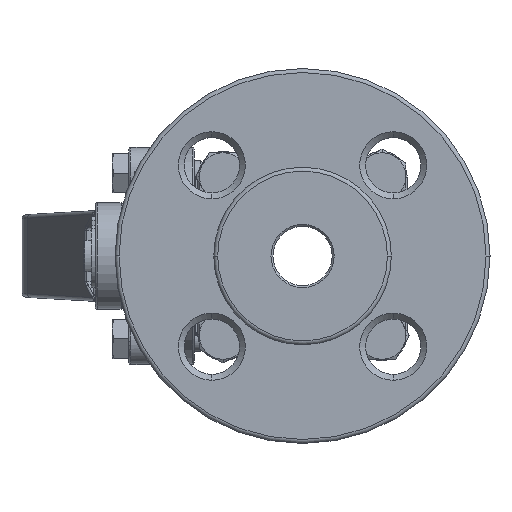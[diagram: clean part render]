
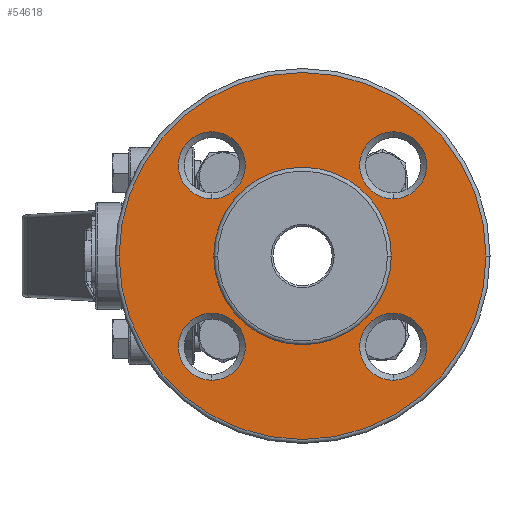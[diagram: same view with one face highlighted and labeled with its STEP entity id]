
A CAD part, left-side view. The second image highlights one B-rep face of the part: STEP entity #54618.
In plain terms, the highlighted planar face has unit normal (-1, 0, 0).
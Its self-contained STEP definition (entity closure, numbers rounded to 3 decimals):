
#25623 = FACE_BOUND ( 'NONE', #54706, .T. ) ;
#25624 = FACE_OUTER_BOUND ( 'NONE', #54745, .T. ) ;
#25625 = FACE_BOUND ( 'NONE', #54740, .T. ) ;
#25626 = FACE_BOUND ( 'NONE', #54733, .T. ) ;
#25627 = FACE_BOUND ( 'NONE', #54727, .T. ) ;
#25628 = FACE_BOUND ( 'NONE', #54619, .T. ) ;
#25662 = DIRECTION ( 'NONE',  ( 0., -1., 0. ) ) ;
#25663 = DIRECTION ( 'NONE',  ( -1., 0., 0. ) ) ;
#25664 = CARTESIAN_POINT ( 'NONE',  ( -65., 47.5, 0. ) ) ;
#25665 = AXIS2_PLACEMENT_3D ( 'NONE', #25664, #25663, #25662 ) ;
#25666 = PLANE ( 'NONE',  #25665 ) ;
#25765 = DIRECTION ( 'NONE',  ( 0., -1., 0. ) ) ;
#25766 = DIRECTION ( 'NONE',  ( -1., 0., 0. ) ) ;
#25767 = CARTESIAN_POINT ( 'NONE',  ( -65., 0., 0. ) ) ;
#25768 = AXIS2_PLACEMENT_3D ( 'NONE', #25767, #25766, #25765 ) ;
#25769 = CIRCLE ( 'NONE', #25768, 46.5 ) ;
#25809 = DIRECTION ( 'NONE',  ( 0., 1., 0. ) ) ;
#25810 = DIRECTION ( 'NONE',  ( 1., 0., 0. ) ) ;
#25811 = CARTESIAN_POINT ( 'NONE',  ( -65., 0., 0. ) ) ;
#25812 = AXIS2_PLACEMENT_3D ( 'NONE', #25811, #25810, #25809 ) ;
#25813 = CIRCLE ( 'NONE', #25812, 22.5 ) ;
#25825 = DIRECTION ( 'NONE',  ( 0., -1., 0. ) ) ;
#25826 = DIRECTION ( 'NONE',  ( 1., 0., 0. ) ) ;
#25827 = CARTESIAN_POINT ( 'NONE',  ( -65., -22.981, 22.981 ) ) ;
#25828 = AXIS2_PLACEMENT_3D ( 'NONE', #25827, #25826, #25825 ) ;
#25829 = CIRCLE ( 'NONE', #25828, 8.5 ) ;
#25831 = DIRECTION ( 'NONE',  ( 0., -1., 0. ) ) ;
#25832 = DIRECTION ( 'NONE',  ( 1., 0., 0. ) ) ;
#25833 = CARTESIAN_POINT ( 'NONE',  ( -65., -22.981, -22.981 ) ) ;
#25834 = AXIS2_PLACEMENT_3D ( 'NONE', #25833, #25832, #25831 ) ;
#25835 = CIRCLE ( 'NONE', #25834, 8.5 ) ;
#25836 = DIRECTION ( 'NONE',  ( 0., -1., 0. ) ) ;
#25837 = DIRECTION ( 'NONE',  ( 1., 0., 0. ) ) ;
#25838 = CARTESIAN_POINT ( 'NONE',  ( -65., 22.981, -22.981 ) ) ;
#25839 = AXIS2_PLACEMENT_3D ( 'NONE', #25838, #25837, #25836 ) ;
#25840 = CIRCLE ( 'NONE', #25839, 8.5 ) ;
#25841 = DIRECTION ( 'NONE',  ( 0., -1., 0. ) ) ;
#25842 = DIRECTION ( 'NONE',  ( 1., 0., 0. ) ) ;
#25843 = CARTESIAN_POINT ( 'NONE',  ( -65., 22.981, 22.981 ) ) ;
#25844 = AXIS2_PLACEMENT_3D ( 'NONE', #25843, #25842, #25841 ) ;
#25845 = CIRCLE ( 'NONE', #25844, 8.5 ) ;
#34357 = CARTESIAN_POINT ( 'NONE',  ( -65., -22.981, -31.481 ) ) ;
#34410 = CARTESIAN_POINT ( 'NONE',  ( -65., -22.981, -14.481 ) ) ;
#34411 = DIRECTION ( 'NONE',  ( 0., -1., 0. ) ) ;
#34412 = DIRECTION ( 'NONE',  ( 1., 0., 0. ) ) ;
#34413 = CARTESIAN_POINT ( 'NONE',  ( -65., -22.981, -22.981 ) ) ;
#34414 = AXIS2_PLACEMENT_3D ( 'NONE', #34413, #34412, #34411 ) ;
#34415 = CIRCLE ( 'NONE', #34414, 8.5 ) ;
#34429 = CARTESIAN_POINT ( 'NONE',  ( -65., -22.981, 31.481 ) ) ;
#34430 = DIRECTION ( 'NONE',  ( 0., -1., 0. ) ) ;
#34431 = DIRECTION ( 'NONE',  ( 1., 0., 0. ) ) ;
#34432 = CARTESIAN_POINT ( 'NONE',  ( -65., -22.981, 22.981 ) ) ;
#34433 = AXIS2_PLACEMENT_3D ( 'NONE', #34432, #34431, #34430 ) ;
#34434 = CIRCLE ( 'NONE', #34433, 8.5 ) ;
#34435 = CARTESIAN_POINT ( 'NONE',  ( -65., -22.981, 14.481 ) ) ;
#34521 = CARTESIAN_POINT ( 'NONE',  ( -65., 22.981, 31.481 ) ) ;
#34522 = DIRECTION ( 'NONE',  ( 0., -1., 0. ) ) ;
#34523 = DIRECTION ( 'NONE',  ( 1., 0., 0. ) ) ;
#34524 = CARTESIAN_POINT ( 'NONE',  ( -65., 22.981, 22.981 ) ) ;
#34525 = AXIS2_PLACEMENT_3D ( 'NONE', #34524, #34523, #34522 ) ;
#34526 = CIRCLE ( 'NONE', #34525, 8.5 ) ;
#34527 = CARTESIAN_POINT ( 'NONE',  ( -65., 22.981, 14.481 ) ) ;
#34601 = CARTESIAN_POINT ( 'NONE',  ( -65., 22.981, -14.481 ) ) ;
#34602 = DIRECTION ( 'NONE',  ( 0., -1., 0. ) ) ;
#34603 = DIRECTION ( 'NONE',  ( 1., 0., 0. ) ) ;
#34604 = CARTESIAN_POINT ( 'NONE',  ( -65., 22.981, -22.981 ) ) ;
#34605 = AXIS2_PLACEMENT_3D ( 'NONE', #34604, #34603, #34602 ) ;
#34606 = CIRCLE ( 'NONE', #34605, 8.5 ) ;
#34607 = CARTESIAN_POINT ( 'NONE',  ( -65., 22.981, -31.481 ) ) ;
#35087 = CARTESIAN_POINT ( 'NONE',  ( -65., -46.5, 0. ) ) ;
#35088 = CARTESIAN_POINT ( 'NONE',  ( -65., 46.5, 0. ) ) ;
#35234 = DIRECTION ( 'NONE',  ( 0., -1., 0. ) ) ;
#35235 = DIRECTION ( 'NONE',  ( -1., 0., 0. ) ) ;
#35236 = CARTESIAN_POINT ( 'NONE',  ( -65., 0., 0. ) ) ;
#35237 = AXIS2_PLACEMENT_3D ( 'NONE', #35236, #35235, #35234 ) ;
#35238 = CIRCLE ( 'NONE', #35237, 46.5 ) ;
#51148 = VERTEX_POINT ( 'NONE', #75962 ) ;
#51151 = EDGE_CURVE ( 'NONE', #51154, #51148, #75957, .T. ) ;
#51154 = VERTEX_POINT ( 'NONE', #75948 ) ;
#54618 = ADVANCED_FACE ( 'NONE', ( #25628, #25627, #25626, #25625, #25624, #25623 ), #25666, .T. ) ;
#54619 = EDGE_LOOP ( 'NONE', ( #54621, #54622 ) ) ;
#54621 = ORIENTED_EDGE ( 'NONE', *, *, #56113, .T. ) ;
#54622 = ORIENTED_EDGE ( 'NONE', *, *, #54724, .T. ) ;
#54701 = ORIENTED_EDGE ( 'NONE', *, *, #56493, .T. ) ;
#54703 = ORIENTED_EDGE ( 'NONE', *, *, #54705, .T. ) ;
#54705 = EDGE_CURVE ( 'NONE', #56413, #56415, #25769, .T. ) ;
#54706 = EDGE_LOOP ( 'NONE', ( #54708, #54710 ) ) ;
#54708 = ORIENTED_EDGE ( 'NONE', *, *, #51151, .T. ) ;
#54710 = ORIENTED_EDGE ( 'NONE', *, *, #54711, .T. ) ;
#54711 = EDGE_CURVE ( 'NONE', #51148, #51154, #25813, .T. ) ;
#54724 = EDGE_CURVE ( 'NONE', #56109, #56116, #25845, .T. ) ;
#54727 = EDGE_LOOP ( 'NONE', ( #54728, #54729 ) ) ;
#54728 = ORIENTED_EDGE ( 'NONE', *, *, #56163, .T. ) ;
#54729 = ORIENTED_EDGE ( 'NONE', *, *, #54730, .T. ) ;
#54730 = EDGE_CURVE ( 'NONE', #56161, #56166, #25840, .T. ) ;
#54733 = EDGE_LOOP ( 'NONE', ( #54736, #54737 ) ) ;
#54736 = ORIENTED_EDGE ( 'NONE', *, *, #56046, .T. ) ;
#54737 = ORIENTED_EDGE ( 'NONE', *, *, #54738, .T. ) ;
#54738 = EDGE_CURVE ( 'NONE', #56043, #56049, #25835, .T. ) ;
#54740 = EDGE_LOOP ( 'NONE', ( #54741, #54742 ) ) ;
#54741 = ORIENTED_EDGE ( 'NONE', *, *, #56067, .T. ) ;
#54742 = ORIENTED_EDGE ( 'NONE', *, *, #54744, .T. ) ;
#54744 = EDGE_CURVE ( 'NONE', #56064, #56068, #25829, .T. ) ;
#54745 = EDGE_LOOP ( 'NONE', ( #54701, #54703 ) ) ;
#56043 = VERTEX_POINT ( 'NONE', #34357 ) ;
#56046 = EDGE_CURVE ( 'NONE', #56049, #56043, #34415, .T. ) ;
#56049 = VERTEX_POINT ( 'NONE', #34410 ) ;
#56064 = VERTEX_POINT ( 'NONE', #34435 ) ;
#56067 = EDGE_CURVE ( 'NONE', #56068, #56064, #34434, .T. ) ;
#56068 = VERTEX_POINT ( 'NONE', #34429 ) ;
#56109 = VERTEX_POINT ( 'NONE', #34527 ) ;
#56113 = EDGE_CURVE ( 'NONE', #56116, #56109, #34526, .T. ) ;
#56116 = VERTEX_POINT ( 'NONE', #34521 ) ;
#56161 = VERTEX_POINT ( 'NONE', #34607 ) ;
#56163 = EDGE_CURVE ( 'NONE', #56166, #56161, #34606, .T. ) ;
#56166 = VERTEX_POINT ( 'NONE', #34601 ) ;
#56413 = VERTEX_POINT ( 'NONE', #35088 ) ;
#56415 = VERTEX_POINT ( 'NONE', #35087 ) ;
#56493 = EDGE_CURVE ( 'NONE', #56415, #56413, #35238, .T. ) ;
#75948 = CARTESIAN_POINT ( 'NONE',  ( -65., 22.5, 0. ) ) ;
#75950 = DIRECTION ( 'NONE',  ( 0., 1., 0. ) ) ;
#75952 = DIRECTION ( 'NONE',  ( 1., 0., 0. ) ) ;
#75953 = CARTESIAN_POINT ( 'NONE',  ( -65., 0., 0. ) ) ;
#75955 = AXIS2_PLACEMENT_3D ( 'NONE', #75953, #75952, #75950 ) ;
#75957 = CIRCLE ( 'NONE', #75955, 22.5 ) ;
#75962 = CARTESIAN_POINT ( 'NONE',  ( -65., -22.5, 0. ) ) ;
